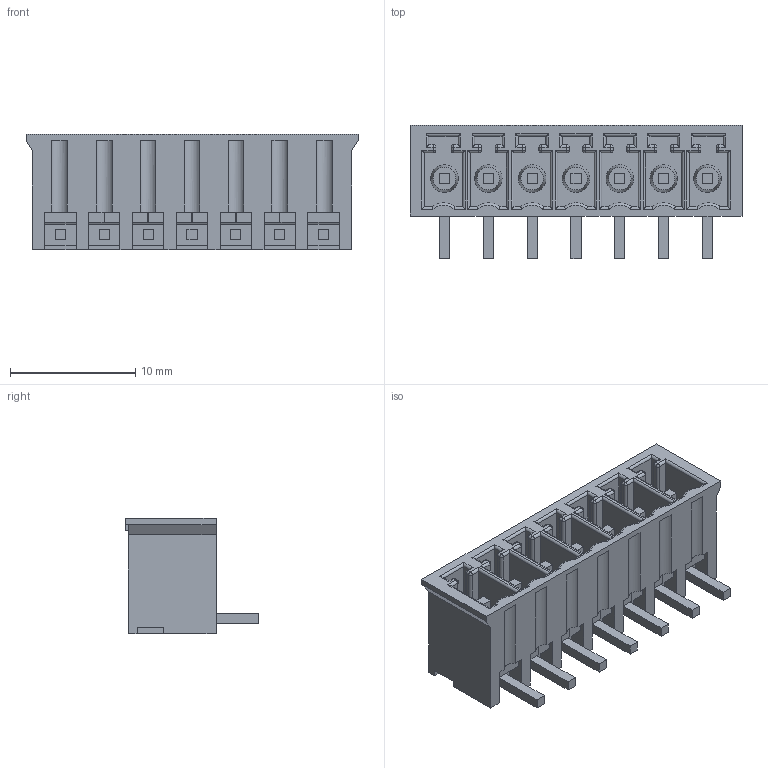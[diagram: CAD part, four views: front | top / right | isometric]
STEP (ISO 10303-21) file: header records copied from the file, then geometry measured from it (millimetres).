
FILE_DESCRIPTION((''),'2;1');
FILE_NAME('C-284512-7','2008-09-03T',('workeradm'),('Tyco Electronics Corporation'),'PRO/ENGINEER BY PARAMETRIC TECHNOLOGY CORPORATION, 2005450','PRO/ENGINEER BY PARAMETRIC TECHNOLOGY CORPORATION, 2005450','');
FILE_SCHEMA(('CONFIG_CONTROL_DESIGN', 'GEOMETRIC_VALIDATION_PROPERTIES_MIM'));
Length unit declared in the file: millimetre
Products named in the file (1): C-284512-7
Bounding box: 26.5 x 10.65 x 9.2 mm (x, y, z)
Volume: 876.2 mm3; surface area: 2284 mm2
Topology: 1 solids, 1 shells, 589 faces, 1449 edges, 890 vertices
Faces by surface type: plane 330, cylinder 196, sphere 42, cone 14, torus 7
Entity records: 17631 total; most frequent: CARTESIAN_POINT 3686, ORIENTED_EDGE 2898, DIRECTION 2776, EDGE_CURVE 1449, VECTOR 1094, LINE 1094, VERTEX_POINT 890, AXIS2_PLACEMENT_3D 841
